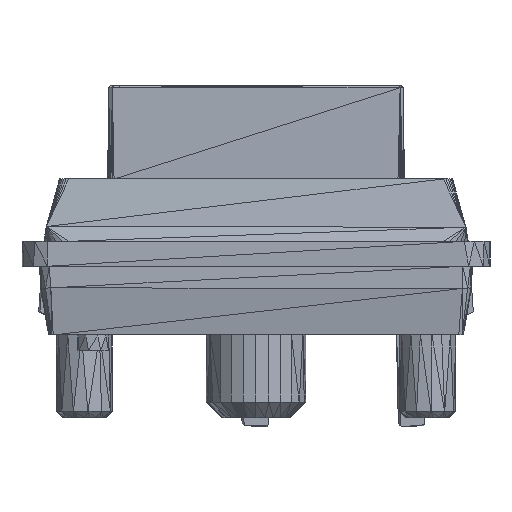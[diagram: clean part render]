
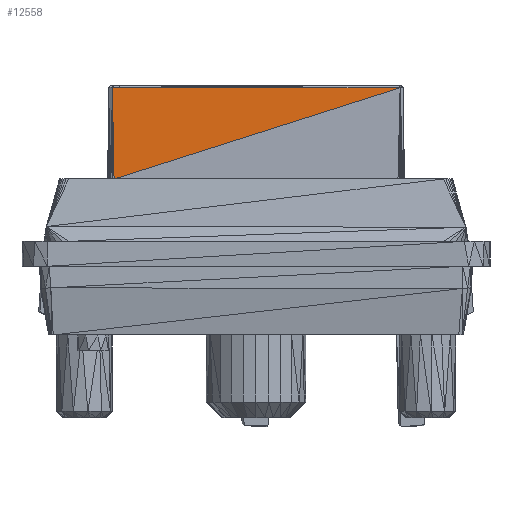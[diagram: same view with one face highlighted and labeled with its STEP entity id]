
A CAD part, front view. The second image highlights one B-rep face of the part: STEP entity #12558.
In plain terms, the highlighted planar face has unit normal (0, -1, 0.007).
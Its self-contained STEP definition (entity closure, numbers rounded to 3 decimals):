
#11461 = VERTEX_POINT('',#11462);
#11462 = CARTESIAN_POINT('',(-4.481,-2.157,
    2.2));
#12307 = VERTEX_POINT('',#12308);
#12308 = CARTESIAN_POINT('',(-4.534,-2.138,
    5.089));
#12447 = EDGE_CURVE('',#11461,#12307,#12448,.T.);
#12448 = LINE('',#12449,#12450);
#12449 = CARTESIAN_POINT('',(-4.481,-2.157,
    2.2));
#12450 = VECTOR('',#12451,1.);
#12451 = DIRECTION('',(-0.018,0.007,
    1.));
#12558 = ADVANCED_FACE('',(#12559),#12576,.T.);
#12559 = FACE_BOUND('',#12560,.T.);
#12560 = EDGE_LOOP('',(#12561,#12562,#12570));
#12561 = ORIENTED_EDGE('',*,*,#12447,.F.);
#12562 = ORIENTED_EDGE('',*,*,#12563,.T.);
#12563 = EDGE_CURVE('',#11461,#12564,#12566,.T.);
#12564 = VERTEX_POINT('',#12565);
#12565 = CARTESIAN_POINT('',(4.545,-2.14,
    5.08));
#12566 = LINE('',#12567,#12568);
#12567 = CARTESIAN_POINT('',(-4.481,-2.157,
    2.2));
#12568 = VECTOR('',#12569,1.);
#12569 = DIRECTION('',(0.953,0.002,0.304)
  );
#12570 = ORIENTED_EDGE('',*,*,#12571,.T.);
#12571 = EDGE_CURVE('',#12564,#12307,#12572,.T.);
#12572 = LINE('',#12573,#12574);
#12573 = CARTESIAN_POINT('',(4.545,-2.14,
    5.08));
#12574 = VECTOR('',#12575,1.);
#12575 = DIRECTION('',(-1.,0.,
    0.001));
#12576 = PLANE('',#12577);
#12577 = AXIS2_PLACEMENT_3D('',#12578,#12579,#12580);
#12578 = CARTESIAN_POINT('',(-0.591,-2.144,
    4.252));
#12579 = DIRECTION('',(0.,-1.,
    0.007));
#12580 = DIRECTION('',(0.,-0.007,
    -1.));
